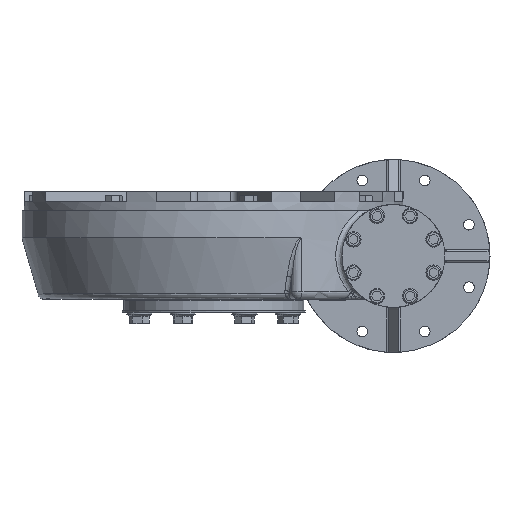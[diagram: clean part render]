
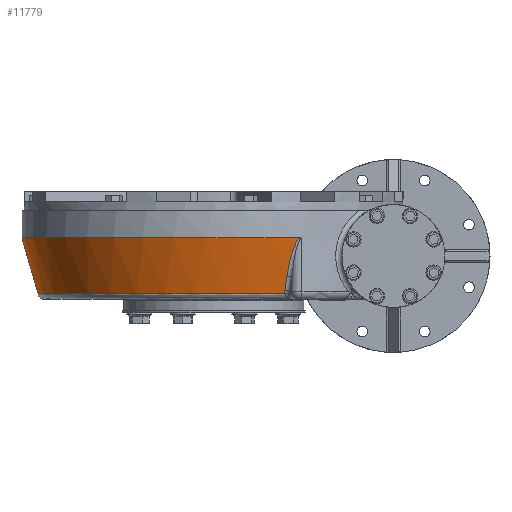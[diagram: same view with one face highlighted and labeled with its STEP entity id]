
A CAD part, left-side view. The second image highlights one B-rep face of the part: STEP entity #11779.
In plain terms, the highlighted conical face has half-angle 15.397 degrees and reference radius 298 mm.
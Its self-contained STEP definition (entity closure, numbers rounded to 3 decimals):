
#478=B_SPLINE_CURVE_WITH_KNOTS('',3,(#33357,#33358,#33359,#33360,#33361,
#33362,#33363,#33364,#33365,#33366,#33367,#33368,#33369),.UNSPECIFIED.,
 .F.,.F.,(4,1,1,1,1,1,1,1,1,1,4),(0.,0.016,0.024,
0.032,0.041,0.045,0.049,
0.053,0.057,0.061,0.065),
 .UNSPECIFIED.);
#480=B_SPLINE_CURVE_WITH_KNOTS('',3,(#33389,#33390,#33391,#33392),
 .UNSPECIFIED.,.F.,.F.,(4,4),(0.,1.),.UNSPECIFIED.);
#482=B_SPLINE_CURVE_WITH_KNOTS('',3,(#33428,#33429,#33430,#33431),
 .UNSPECIFIED.,.F.,.F.,(4,4),(0.,0.005),.UNSPECIFIED.);
#488=B_SPLINE_CURVE_WITH_KNOTS('',3,(#33638,#33639,#33640,#33641),
 .UNSPECIFIED.,.F.,.F.,(4,4),(0.,0.005),.UNSPECIFIED.);
#490=B_SPLINE_CURVE_WITH_KNOTS('',3,(#33661,#33662,#33663,#33664),
 .UNSPECIFIED.,.F.,.F.,(4,4),(0.,1.),.UNSPECIFIED.);
#492=B_SPLINE_CURVE_WITH_KNOTS('',3,(#33793,#33794,#33795,#33796,#33797,
#33798,#33799,#33800,#33801,#33802,#33803,#33804),.UNSPECIFIED.,.F.,.F.,
(4,1,1,1,1,1,1,1,1,4),(0.,0.004,0.008,0.012,
0.016,0.025,0.033,0.041,
0.049,0.066),.UNSPECIFIED.);
#630=CONICAL_SURFACE('',#14331,298.,0.269);
#5593=ORIENTED_EDGE('',*,*,#7255,.T.);
#5594=ORIENTED_EDGE('',*,*,#7252,.T.);
#5595=ORIENTED_EDGE('',*,*,#7137,.T.);
#5596=ORIENTED_EDGE('',*,*,#7271,.T.);
#5597=ORIENTED_EDGE('',*,*,#7269,.T.);
#5598=ORIENTED_EDGE('',*,*,#7266,.T.);
#5599=ORIENTED_EDGE('',*,*,#7281,.T.);
#5600=ORIENTED_EDGE('',*,*,#7258,.T.);
#7137=EDGE_CURVE('',#8365,#8364,#8948,.T.);
#7252=EDGE_CURVE('',#8415,#8365,#478,.T.);
#7255=EDGE_CURVE('',#8417,#8415,#480,.T.);
#7258=EDGE_CURVE('',#8419,#8417,#482,.T.);
#7266=EDGE_CURVE('',#8423,#8422,#488,.T.);
#7269=EDGE_CURVE('',#8425,#8423,#490,.T.);
#7271=EDGE_CURVE('',#8364,#8425,#492,.T.);
#7281=EDGE_CURVE('',#8422,#8419,#9020,.F.);
#8364=VERTEX_POINT('',#30659);
#8365=VERTEX_POINT('',#30661);
#8415=VERTEX_POINT('',#33339);
#8417=VERTEX_POINT('',#33383);
#8419=VERTEX_POINT('',#33422);
#8422=VERTEX_POINT('',#33601);
#8423=VERTEX_POINT('',#33632);
#8425=VERTEX_POINT('',#33655);
#8948=CIRCLE('',#14199,298.);
#9020=CIRCLE('',#14312,274.127);
#9954=EDGE_LOOP('',(#5593,#5594,#5595,#5596,#5597,#5598,#5599,#5600));
#10893=FACE_BOUND('',#9954,.T.);
#11779=ADVANCED_FACE('',(#10893),#630,.T.);
#14199=AXIS2_PLACEMENT_3D('',#30660,#17283,#17284);
#14312=AXIS2_PLACEMENT_3D('',#33823,#17527,#17528);
#14331=AXIS2_PLACEMENT_3D('',#33852,#17575,#17576);
#17283=DIRECTION('',(0.,0.,-1.));
#17284=DIRECTION('',(1.,0.,0.));
#17527=DIRECTION('',(0.,0.,-1.));
#17528=DIRECTION('',(1.,0.,0.));
#17575=DIRECTION('',(0.,0.,1.));
#17576=DIRECTION('',(-1.,0.,0.));
#30659=CARTESIAN_POINT('',(368.101,-36.242,105.));
#30660=CARTESIAN_POINT('',(102.24,98.375,105.));
#30661=CARTESIAN_POINT('',(-163.621,-36.242,105.));
#33339=CARTESIAN_POINT('',(-155.395,-15.295,45.436));
#33357=CARTESIAN_POINT('',(-155.395,-15.295,45.436));
#33358=CARTESIAN_POINT('',(-156.652,-16.018,50.674));
#33359=CARTESIAN_POINT('',(-158.43,-17.33,58.502));
#33360=CARTESIAN_POINT('',(-160.541,-19.613,68.881));
#33361=CARTESIAN_POINT('',(-161.969,-21.635,76.627));
#33362=CARTESIAN_POINT('',(-162.997,-23.643,83.054));
#33363=CARTESIAN_POINT('',(-163.675,-25.496,88.116));
#33364=CARTESIAN_POINT('',(-164.094,-27.043,91.876));
#33365=CARTESIAN_POINT('',(-164.392,-28.778,95.552));
#33366=CARTESIAN_POINT('',(-164.525,-30.747,99.078));
#33367=CARTESIAN_POINT('',(-164.394,-33.124,102.437));
#33368=CARTESIAN_POINT('',(-164.,-35.081,104.324));
#33369=CARTESIAN_POINT('',(-163.621,-36.242,105.));
#33383=CARTESIAN_POINT('',(-150.029,-12.213,23.093));
#33389=CARTESIAN_POINT('',(-150.029,-12.213,23.093));
#33390=CARTESIAN_POINT('',(-151.818,-13.24,30.541));
#33391=CARTESIAN_POINT('',(-153.606,-14.268,37.989));
#33392=CARTESIAN_POINT('',(-155.395,-15.295,45.436));
#33422=CARTESIAN_POINT('',(-148.625,-12.136,18.314));
#33428=CARTESIAN_POINT('',(-148.625,-12.136,18.314));
#33429=CARTESIAN_POINT('',(-149.174,-11.963,19.886));
#33430=CARTESIAN_POINT('',(-149.641,-11.99,21.48));
#33431=CARTESIAN_POINT('',(-150.029,-12.213,23.093));
#33601=CARTESIAN_POINT('',(353.105,-12.136,18.314));
#33632=CARTESIAN_POINT('',(354.509,-12.213,23.093));
#33638=CARTESIAN_POINT('',(354.509,-12.213,23.093));
#33639=CARTESIAN_POINT('',(354.121,-11.99,21.48));
#33640=CARTESIAN_POINT('',(353.654,-11.963,19.886));
#33641=CARTESIAN_POINT('',(353.105,-12.136,18.314));
#33655=CARTESIAN_POINT('',(359.875,-15.295,45.436));
#33661=CARTESIAN_POINT('',(359.875,-15.295,45.436));
#33662=CARTESIAN_POINT('',(358.086,-14.268,37.989));
#33663=CARTESIAN_POINT('',(356.298,-13.24,30.541));
#33664=CARTESIAN_POINT('',(354.509,-12.213,23.093));
#33793=CARTESIAN_POINT('',(368.101,-36.242,105.));
#33794=CARTESIAN_POINT('',(368.481,-35.081,104.323));
#33795=CARTESIAN_POINT('',(368.876,-33.113,102.425));
#33796=CARTESIAN_POINT('',(369.005,-30.738,99.064));
#33797=CARTESIAN_POINT('',(368.87,-28.754,95.506));
#33798=CARTESIAN_POINT('',(368.464,-26.425,90.556));
#33799=CARTESIAN_POINT('',(367.673,-24.029,84.283));
#33800=CARTESIAN_POINT('',(366.45,-21.639,76.637));
#33801=CARTESIAN_POINT('',(365.027,-19.621,68.914));
#33802=CARTESIAN_POINT('',(362.913,-17.332,58.514));
#33803=CARTESIAN_POINT('',(361.132,-16.018,50.671));
#33804=CARTESIAN_POINT('',(359.875,-15.295,45.436));
#33823=CARTESIAN_POINT('',(102.24,98.375,18.314));
#33852=CARTESIAN_POINT('',(102.24,98.375,105.));
